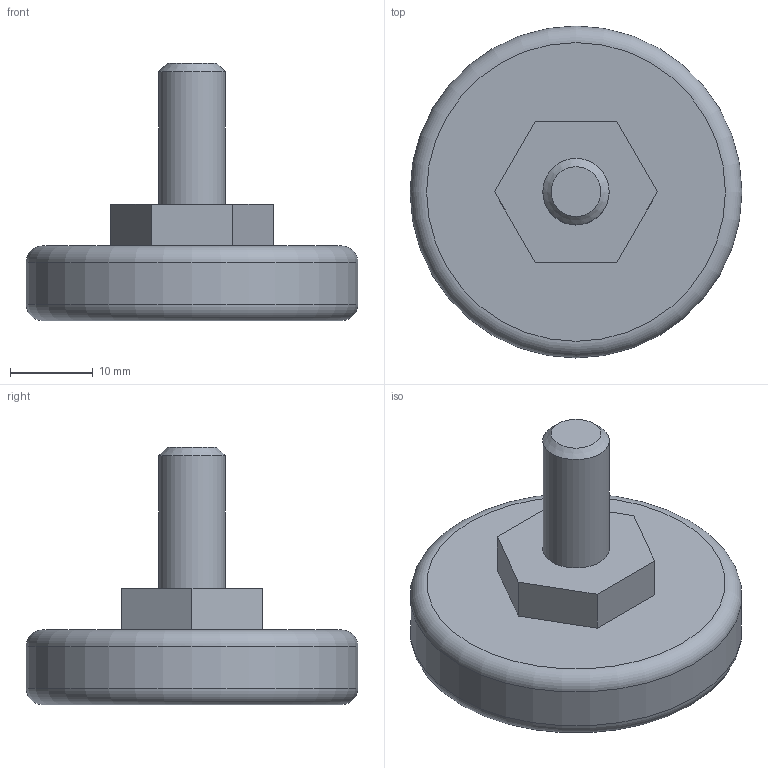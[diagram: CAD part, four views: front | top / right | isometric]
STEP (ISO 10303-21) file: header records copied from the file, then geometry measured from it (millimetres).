
FILE_DESCRIPTION( ( 'Unknown' ), '1' );
FILE_NAME( '7322008.stp', 'Unknown', ( 'Unknown' ), ( 'Unknown' ), 'PSStep 14.0', 'Unknown', ' ' );
FILE_SCHEMA( ( 'AUTOMOTIVE_DESIGN { 1 0 10303 214 1 1 1 1 }' ) );
Length unit declared in the file: millimetre
Products named in the file (1): 1
Bounding box: 40 x 40 x 31 mm (x, y, z)
Volume: 13193.2 mm3; surface area: 4130.6 mm2
Topology: 1 solids, 1 shells, 15 faces, 32 edges, 21 vertices
Faces by surface type: plane 10, torus 2, cylinder 2, cone 1
Full cylindrical faces by diameter (mm): 8 x1, 40 x1
Entity records: 498 total; most frequent: DIRECTION 64, CARTESIAN_POINT 60, ORIENTED_EDGE 50, EDGE_CURVE 25, AXIS2_PLACEMENT_3D 23, EDGE_LOOP 22, FACE_OUTER_BOUND 19, VERTEX_POINT 19
